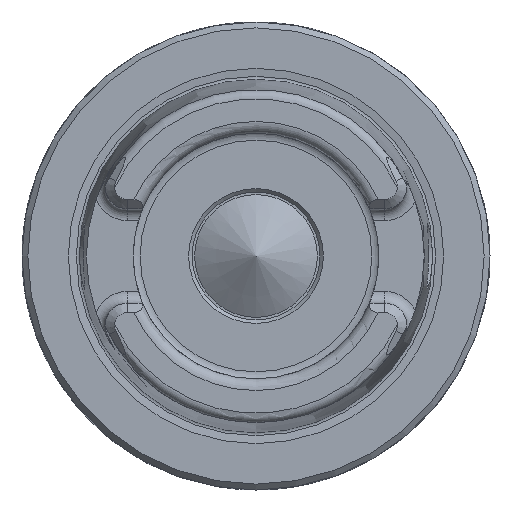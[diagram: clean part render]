
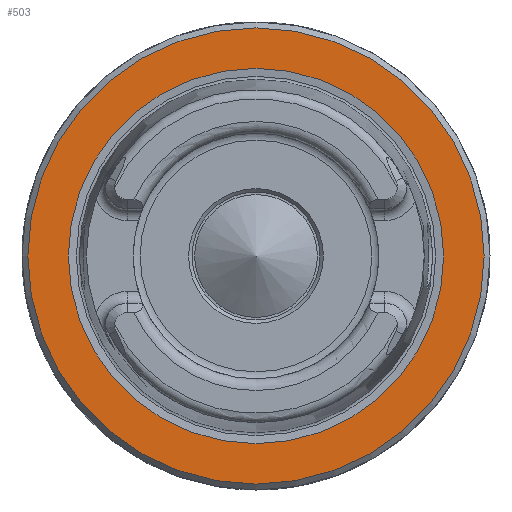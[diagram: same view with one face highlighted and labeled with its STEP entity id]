
A CAD part, left-side view. The second image highlights one B-rep face of the part: STEP entity #503.
In plain terms, the highlighted planar face has unit normal (-1, 0, 0).
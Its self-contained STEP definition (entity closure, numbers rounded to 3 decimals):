
#503 = ADVANCED_FACE( '', ( #1062, #1063 ), #1064, .T. );
#1062 = FACE_BOUND( '', #1628, .T. );
#1063 = FACE_OUTER_BOUND( '', #1629, .T. );
#1064 = PLANE( '', #1630 );
#1628 = EDGE_LOOP( '', ( #2946 ) );
#1629 = EDGE_LOOP( '', ( #2947 ) );
#1630 = AXIS2_PLACEMENT_3D( '', #2948, #2949, #2950 );
#2946 = ORIENTED_EDGE( '', *, *, #3376, .T. );
#2947 = ORIENTED_EDGE( '', *, *, #3525, .F. );
#2948 = CARTESIAN_POINT( '', ( 0., 0., -16.04 ) );
#2949 = DIRECTION( '', ( -1., 0., 0. ) );
#2950 = DIRECTION( '', ( 0., 0., 1. ) );
#3376 = EDGE_CURVE( '', #4103, #4103, #4104, .T. );
#3525 = EDGE_CURVE( '', #4290, #4290, #4291, .T. );
#4103 = VERTEX_POINT( '', #5696 );
#4104 = CIRCLE( '', #5697, 16.04 );
#4290 = VERTEX_POINT( '', #6329 );
#4291 = CIRCLE( '', #6330, 19.5 );
#5696 = CARTESIAN_POINT( '', ( 0., 0., -16.04 ) );
#5697 = AXIS2_PLACEMENT_3D( '', #6764, #6765, #6766 );
#6329 = CARTESIAN_POINT( '', ( 0., 0., -19.5 ) );
#6330 = AXIS2_PLACEMENT_3D( '', #6880, #6881, #6882 );
#6764 = CARTESIAN_POINT( '', ( 0., 0., 0. ) );
#6765 = DIRECTION( '', ( 1., 0., 0. ) );
#6766 = DIRECTION( '', ( 0., 0., -1. ) );
#6880 = CARTESIAN_POINT( '', ( 0., 0., 0. ) );
#6881 = DIRECTION( '', ( 1., 0., 0. ) );
#6882 = DIRECTION( '', ( 0., 0., -1. ) );
